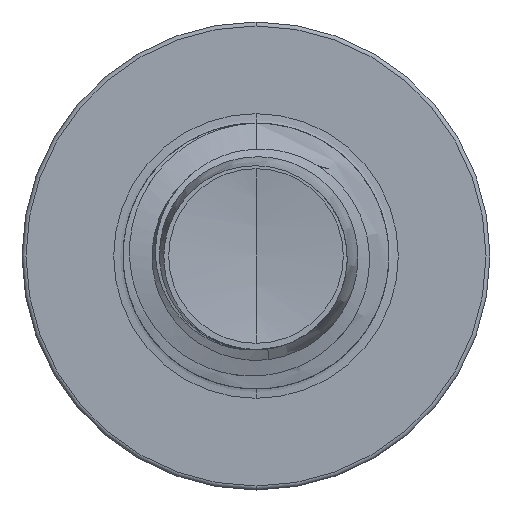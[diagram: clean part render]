
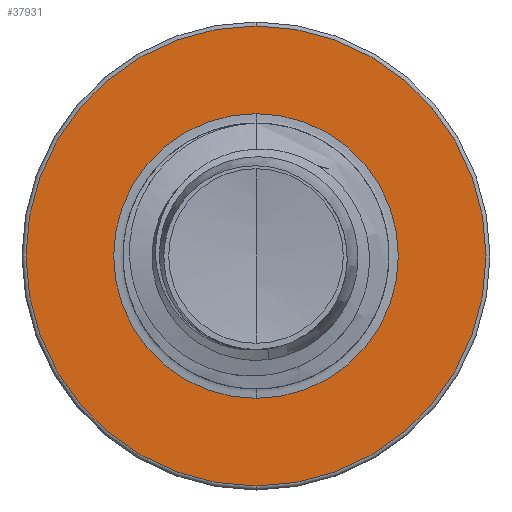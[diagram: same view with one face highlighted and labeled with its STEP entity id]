
A CAD part, front view. The second image highlights one B-rep face of the part: STEP entity #37931.
In plain terms, the highlighted planar face has unit normal (0, -1, 0).
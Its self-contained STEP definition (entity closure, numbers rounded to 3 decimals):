
#84 = VERTEX_POINT ( 'NONE', #12096 ) ;
#251 = CIRCLE ( 'NONE', #32127, 2.677 ) ;
#865 = ORIENTED_EDGE ( 'NONE', *, *, #23959, .T. ) ;
#2050 = CIRCLE ( 'NONE', #5031, 2.677 ) ;
#2902 = DIRECTION ( 'NONE',  ( 0., 1., 0. ) ) ;
#3232 = EDGE_CURVE ( 'NONE', #5508, #84, #36520, .T. ) ;
#3663 = CARTESIAN_POINT ( 'NONE',  ( 0., 19., 0. ) ) ;
#4400 = AXIS2_PLACEMENT_3D ( 'NONE', #3663, #24519, #6661 ) ;
#5031 = AXIS2_PLACEMENT_3D ( 'NONE', #5736, #26606, #8732 ) ;
#5508 = VERTEX_POINT ( 'NONE', #30693 ) ;
#5736 = CARTESIAN_POINT ( 'NONE',  ( 0., 19., 0. ) ) ;
#5942 = CARTESIAN_POINT ( 'NONE',  ( 0., 19., 0. ) ) ;
#6661 = DIRECTION ( 'NONE',  ( 0., 0., 1. ) ) ;
#6667 = CARTESIAN_POINT ( 'NONE',  ( 0., 19., -2.677 ) ) ;
#8732 = DIRECTION ( 'NONE',  ( 0., 0., 1. ) ) ;
#8863 = AXIS2_PLACEMENT_3D ( 'NONE', #6667, #9916, #30706 ) ;
#8953 = DIRECTION ( 'NONE',  ( 0., 0., 1. ) ) ;
#9759 = FACE_BOUND ( 'NONE', #28866, .T. ) ;
#9916 = DIRECTION ( 'NONE',  ( 0., 1., 0. ) ) ;
#12083 = ORIENTED_EDGE ( 'NONE', *, *, #16697, .T. ) ;
#12096 = CARTESIAN_POINT ( 'NONE',  ( 0., 19., -4.325 ) ) ;
#14704 = EDGE_CURVE ( 'NONE', #84, #5508, #28691, .T. ) ;
#16697 = EDGE_CURVE ( 'NONE', #33344, #34717, #251, .T. ) ;
#18955 = AXIS2_PLACEMENT_3D ( 'NONE', #20770, #2902, #23756 ) ;
#20770 = CARTESIAN_POINT ( 'NONE',  ( 0., 19., 0. ) ) ;
#23601 = CARTESIAN_POINT ( 'NONE',  ( 0., 19., -2.677 ) ) ;
#23756 = DIRECTION ( 'NONE',  ( 0., 0., 1. ) ) ;
#23959 = EDGE_CURVE ( 'NONE', #34717, #33344, #2050, .T. ) ;
#24519 = DIRECTION ( 'NONE',  ( 0., 1., 0. ) ) ;
#26573 = FACE_OUTER_BOUND ( 'NONE', #29279, .T. ) ;
#26606 = DIRECTION ( 'NONE',  ( 0., 1., 0. ) ) ;
#26817 = DIRECTION ( 'NONE',  ( 0., 1., 0. ) ) ;
#27765 = PLANE ( 'NONE',  #8863 ) ;
#28691 = CIRCLE ( 'NONE', #18955, 4.325 ) ;
#28866 = EDGE_LOOP ( 'NONE', ( #12083, #865 ) ) ;
#29279 = EDGE_LOOP ( 'NONE', ( #36136, #37111 ) ) ;
#30693 = CARTESIAN_POINT ( 'NONE',  ( 0., 19., 4.325 ) ) ;
#30706 = DIRECTION ( 'NONE',  ( 0., 0., 1. ) ) ;
#32127 = AXIS2_PLACEMENT_3D ( 'NONE', #5942, #26817, #8953 ) ;
#32395 = CARTESIAN_POINT ( 'NONE',  ( 0., 19., 2.677 ) ) ;
#33344 = VERTEX_POINT ( 'NONE', #32395 ) ;
#34717 = VERTEX_POINT ( 'NONE', #23601 ) ;
#36136 = ORIENTED_EDGE ( 'NONE', *, *, #3232, .F. ) ;
#36520 = CIRCLE ( 'NONE', #4400, 4.325 ) ;
#37111 = ORIENTED_EDGE ( 'NONE', *, *, #14704, .F. ) ;
#37931 = ADVANCED_FACE ( 'NONE', ( #26573, #9759 ), #27765, .F. ) ;
